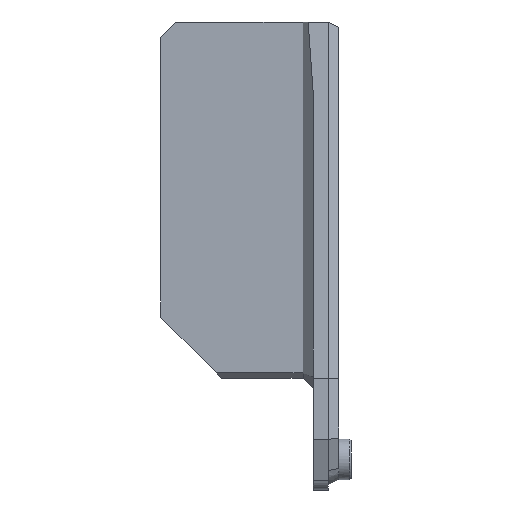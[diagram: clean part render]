
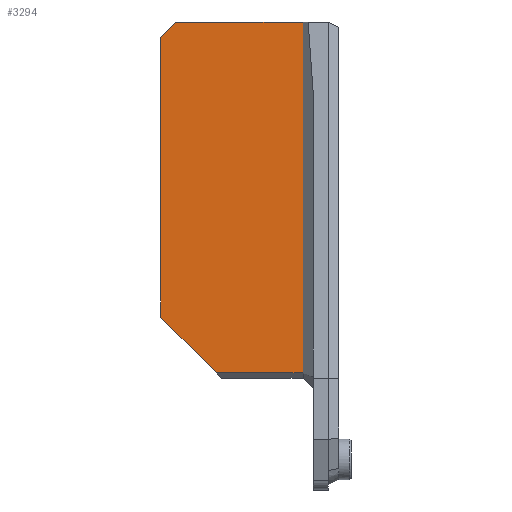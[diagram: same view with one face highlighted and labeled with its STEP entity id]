
A CAD part, left-side view. The second image highlights one B-rep face of the part: STEP entity #3294.
In plain terms, the highlighted planar face has unit normal (-1, 0, 0).
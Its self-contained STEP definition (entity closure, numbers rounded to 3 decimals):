
#210=FACE_OUTER_BOUND('',#409,.T.);
#409=EDGE_LOOP('',(#2228,#2229,#2230,#2231,#2232,#2233));
#631=LINE('',#4765,#1009);
#641=LINE('',#4786,#1019);
#643=LINE('',#4790,#1021);
#644=LINE('',#4792,#1022);
#645=LINE('',#4794,#1023);
#646=LINE('',#4795,#1024);
#1009=VECTOR('',#3832,10.);
#1019=VECTOR('',#3850,10.);
#1021=VECTOR('',#3854,10.);
#1022=VECTOR('',#3855,10.);
#1023=VECTOR('',#3856,10.);
#1024=VECTOR('',#3857,10.);
#1385=VERTEX_POINT('',#4757);
#1387=VERTEX_POINT('',#4763);
#1394=VERTEX_POINT('',#4785);
#1395=VERTEX_POINT('',#4789);
#1396=VERTEX_POINT('',#4791);
#1397=VERTEX_POINT('',#4793);
#1697=EDGE_CURVE('',#1387,#1385,#631,.T.);
#1707=EDGE_CURVE('',#1385,#1394,#641,.T.);
#1709=EDGE_CURVE('',#1387,#1395,#643,.T.);
#1710=EDGE_CURVE('',#1396,#1395,#644,.T.);
#1711=EDGE_CURVE('',#1397,#1396,#645,.T.);
#1712=EDGE_CURVE('',#1394,#1397,#646,.T.);
#2228=ORIENTED_EDGE('',*,*,#1697,.F.);
#2229=ORIENTED_EDGE('',*,*,#1709,.T.);
#2230=ORIENTED_EDGE('',*,*,#1710,.F.);
#2231=ORIENTED_EDGE('',*,*,#1711,.F.);
#2232=ORIENTED_EDGE('',*,*,#1712,.F.);
#2233=ORIENTED_EDGE('',*,*,#1707,.F.);
#3151=PLANE('',#3513);
#3294=ADVANCED_FACE('',(#210),#3151,.T.);
#3513=AXIS2_PLACEMENT_3D('',#4788,#3852,#3853);
#3832=DIRECTION('',(0.,0.,-1.));
#3850=DIRECTION('',(0.,1.,0.));
#3852=DIRECTION('center_axis',(-1.,0.,0.));
#3853=DIRECTION('ref_axis',(0.,0.,1.));
#3854=DIRECTION('',(0.,1.,0.));
#3855=DIRECTION('',(0.,-0.707,0.707));
#3856=DIRECTION('',(0.,0.,1.));
#3857=DIRECTION('',(0.,0.707,0.707));
#4757=CARTESIAN_POINT('',(-1.5,9.5,17.));
#4763=CARTESIAN_POINT('',(-1.5,9.5,86.));
#4765=CARTESIAN_POINT('',(-1.5,9.5,28.));
#4785=CARTESIAN_POINT('',(-1.5,26.5,17.));
#4786=CARTESIAN_POINT('',(-1.5,7.5,17.));
#4788=CARTESIAN_POINT('Origin',(-1.5,7.5,16.));
#4789=CARTESIAN_POINT('',(-1.5,34.5,86.));
#4790=CARTESIAN_POINT('',(-1.5,7.5,86.));
#4791=CARTESIAN_POINT('',(-1.5,37.5,83.));
#4792=CARTESIAN_POINT('',(-1.5,46.,74.5));
#4793=CARTESIAN_POINT('',(-1.5,37.5,28.));
#4794=CARTESIAN_POINT('',(-1.5,37.5,16.));
#4795=CARTESIAN_POINT('',(-1.5,24.,14.5));
